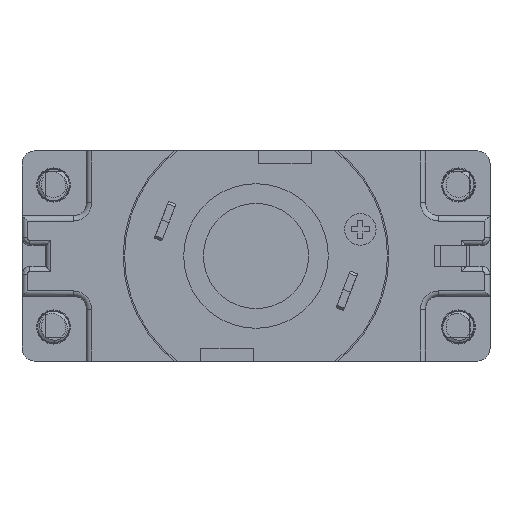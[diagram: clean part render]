
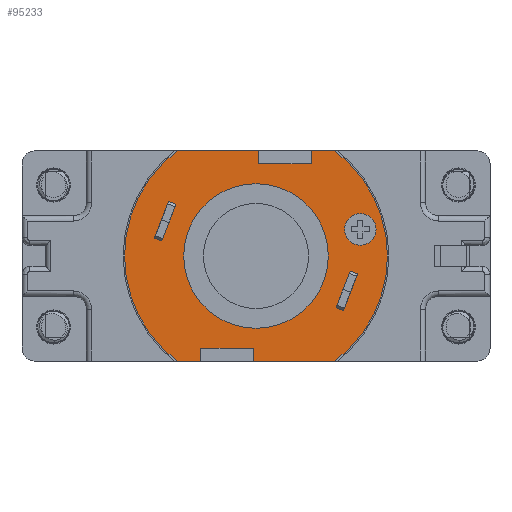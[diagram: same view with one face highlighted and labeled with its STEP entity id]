
A CAD part, front view. The second image highlights one B-rep face of the part: STEP entity #95233.
In plain terms, the highlighted planar face has unit normal (0, -1, 0).
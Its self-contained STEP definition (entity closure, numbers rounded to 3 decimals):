
#94018=DIRECTION('',(0.,0.,1.));
#94019=VECTOR('',#94018,0.5);
#94020=CARTESIAN_POINT('',(2.1,0.,3.5));
#94021=LINE('',#94020,#94019);
#94022=CARTESIAN_POINT('',(0.,0.,0.));
#94023=DIRECTION('',(0.,1.,0.));
#94024=DIRECTION('',(0.6,0.,0.8));
#94025=AXIS2_PLACEMENT_3D('',#94022,#94023,#94024);
#94027=CARTESIAN_POINT('',(0.,0.,0.));
#94028=DIRECTION('',(0.,1.,0.));
#94029=DIRECTION('',(1.,0.,0.));
#94030=AXIS2_PLACEMENT_3D('',#94027,#94028,#94029);
#94032=DIRECTION('',(0.,0.,-1.));
#94033=VECTOR('',#94032,0.5);
#94034=CARTESIAN_POINT('',(-2.1,0.,-3.5));
#94035=LINE('',#94034,#94033);
#94036=CARTESIAN_POINT('',(0.,0.,0.));
#94037=DIRECTION('',(0.,1.,0.));
#94038=DIRECTION('',(-0.6,0.,-0.8));
#94039=AXIS2_PLACEMENT_3D('',#94036,#94037,#94038);
#94041=CARTESIAN_POINT('',(0.,0.,0.));
#94042=DIRECTION('',(0.,1.,0.));
#94043=DIRECTION('',(-1.,0.,0.));
#94044=AXIS2_PLACEMENT_3D('',#94041,#94042,#94043);
#94046=DIRECTION('',(-0.358,0.,-0.934));
#94047=VECTOR('',#94046,1.212);
#94048=CARTESIAN_POINT('',(-3.377,0.,
1.945));
#94049=LINE('',#94048,#94047);
#94050=DIRECTION('',(0.934,0.,-0.358));
#94051=VECTOR('',#94050,0.3);
#94052=CARTESIAN_POINT('',(-3.811,0.,
0.814));
#94053=LINE('',#94052,#94051);
#94054=DIRECTION('',(0.358,0.,0.934));
#94055=VECTOR('',#94054,1.212);
#94056=CARTESIAN_POINT('',(-3.531,0.,
0.707));
#94057=LINE('',#94056,#94055);
#94058=DIRECTION('',(-0.934,0.,0.358));
#94059=VECTOR('',#94058,0.3);
#94060=CARTESIAN_POINT('',(-3.097,0.,
1.838));
#94061=LINE('',#94060,#94059);
#94062=DIRECTION('',(-0.358,0.,
-0.934));
#94063=VECTOR('',#94062,1.212);
#94064=CARTESIAN_POINT('',(3.531,0.,
-0.707));
#94065=LINE('',#94064,#94063);
#94066=DIRECTION('',(0.934,0.,-0.358));
#94067=VECTOR('',#94066,0.3);
#94068=CARTESIAN_POINT('',(3.097,0.,
-1.838));
#94069=LINE('',#94068,#94067);
#94070=DIRECTION('',(0.358,0.,0.934));
#94071=VECTOR('',#94070,1.212);
#94072=CARTESIAN_POINT('',(3.377,0.,
-1.945));
#94073=LINE('',#94072,#94071);
#94074=DIRECTION('',(-0.934,0.,0.358));
#94075=VECTOR('',#94074,0.3);
#94076=CARTESIAN_POINT('',(3.811,0.,
-0.814));
#94077=LINE('',#94076,#94075);
#94078=CARTESIAN_POINT('',(3.968,0.,1.013));
#94079=DIRECTION('',(0.,-1.,0.));
#94080=DIRECTION('',(1.,0.,0.));
#94081=AXIS2_PLACEMENT_3D('',#94078,#94079,#94080);
#94083=CARTESIAN_POINT('',(3.968,0.,1.013));
#94084=DIRECTION('',(0.,-1.,0.));
#94085=DIRECTION('',(-1.,0.,0.));
#94086=AXIS2_PLACEMENT_3D('',#94083,#94084,#94085);
#94088=CARTESIAN_POINT('',(0.,0.,0.));
#94089=DIRECTION('',(0.,-1.,0.));
#94090=DIRECTION('',(-1.,0.,0.));
#94091=AXIS2_PLACEMENT_3D('',#94088,#94089,#94090);
#94093=CARTESIAN_POINT('',(0.,0.,0.));
#94094=DIRECTION('',(0.,-1.,0.));
#94095=DIRECTION('',(1.,0.,0.));
#94096=AXIS2_PLACEMENT_3D('',#94093,#94094,#94095);
#94098=DIRECTION('',(0.,0.,1.));
#94099=VECTOR('',#94098,0.5);
#94100=CARTESIAN_POINT('',(0.1,0.,3.5));
#94101=LINE('',#94100,#94099);
#94106=DIRECTION('',(-1.,0.,0.));
#94107=VECTOR('',#94106,3.1);
#94108=CARTESIAN_POINT('',(0.1,0.,4.));
#94109=LINE('',#94108,#94107);
#94110=DIRECTION('',(-1.,0.,0.));
#94111=VECTOR('',#94110,0.9);
#94112=CARTESIAN_POINT('',(3.,0.,4.));
#94113=LINE('',#94112,#94111);
#94130=DIRECTION('',(1.,0.,0.));
#94131=VECTOR('',#94130,3.1);
#94132=CARTESIAN_POINT('',(-0.1,0.,-4.));
#94133=LINE('',#94132,#94131);
#94134=DIRECTION('',(1.,0.,0.));
#94135=VECTOR('',#94134,0.9);
#94136=CARTESIAN_POINT('',(-3.,0.,-4.));
#94137=LINE('',#94136,#94135);
#94362=DIRECTION('',(1.,0.,0.));
#94363=VECTOR('',#94362,2.);
#94364=CARTESIAN_POINT('',(-2.1,0.,-3.5));
#94365=LINE('',#94364,#94363);
#94370=DIRECTION('',(0.,0.,-1.));
#94371=VECTOR('',#94370,0.5);
#94372=CARTESIAN_POINT('',(-0.1,0.,-3.5));
#94373=LINE('',#94372,#94371);
#94398=DIRECTION('',(-1.,0.,0.));
#94399=VECTOR('',#94398,2.);
#94400=CARTESIAN_POINT('',(2.1,0.,3.5));
#94401=LINE('',#94400,#94399);
#94890=CARTESIAN_POINT('',(0.1,0.,3.5));
#94891=CARTESIAN_POINT('',(0.1,0.,4.));
#94892=VERTEX_POINT('',#94890);
#94893=VERTEX_POINT('',#94891);
#94894=CARTESIAN_POINT('',(2.1,0.,3.5));
#94895=VERTEX_POINT('',#94894);
#94896=CARTESIAN_POINT('',(2.1,0.,4.));
#94897=VERTEX_POINT('',#94896);
#94898=CARTESIAN_POINT('',(3.,0.,4.));
#94899=VERTEX_POINT('',#94898);
#94900=CARTESIAN_POINT('',(5.,0.,0.));
#94901=VERTEX_POINT('',#94900);
#94902=CARTESIAN_POINT('',(3.,0.,-4.));
#94903=VERTEX_POINT('',#94902);
#94904=CARTESIAN_POINT('',(-0.1,0.,-4.));
#94905=VERTEX_POINT('',#94904);
#94906=CARTESIAN_POINT('',(-0.1,0.,-3.5));
#94907=VERTEX_POINT('',#94906);
#94908=CARTESIAN_POINT('',(-2.1,0.,-3.5));
#94909=VERTEX_POINT('',#94908);
#94910=CARTESIAN_POINT('',(-2.1,0.,-4.));
#94911=VERTEX_POINT('',#94910);
#94912=CARTESIAN_POINT('',(-3.,0.,-4.));
#94913=VERTEX_POINT('',#94912);
#94914=CARTESIAN_POINT('',(-5.,0.,0.));
#94915=VERTEX_POINT('',#94914);
#94916=CARTESIAN_POINT('',(-3.,0.,4.));
#94917=VERTEX_POINT('',#94916);
#94918=CARTESIAN_POINT('',(-3.377,0.,
1.945));
#94919=CARTESIAN_POINT('',(-3.811,0.,
0.814));
#94920=VERTEX_POINT('',#94918);
#94921=VERTEX_POINT('',#94919);
#94922=CARTESIAN_POINT('',(-3.531,0.,
0.707));
#94923=VERTEX_POINT('',#94922);
#94924=CARTESIAN_POINT('',(-3.097,0.,
1.838));
#94925=VERTEX_POINT('',#94924);
#94926=CARTESIAN_POINT('',(3.531,0.,
-0.707));
#94927=CARTESIAN_POINT('',(3.097,0.,
-1.838));
#94928=VERTEX_POINT('',#94926);
#94929=VERTEX_POINT('',#94927);
#94930=CARTESIAN_POINT('',(3.377,0.,
-1.945));
#94931=VERTEX_POINT('',#94930);
#94932=CARTESIAN_POINT('',(3.811,0.,
-0.814));
#94933=VERTEX_POINT('',#94932);
#94934=CARTESIAN_POINT('',(4.568,0.,1.013));
#94935=CARTESIAN_POINT('',(3.368,0.,1.013));
#94936=VERTEX_POINT('',#94934);
#94937=VERTEX_POINT('',#94935);
#94938=CARTESIAN_POINT('',(-2.75,0.,0.));
#94939=CARTESIAN_POINT('',(2.75,0.,0.));
#94940=VERTEX_POINT('',#94938);
#94941=VERTEX_POINT('',#94939);
#95166=CARTESIAN_POINT('',(0.,0.,0.));
#95167=DIRECTION('',(0.,1.,0.));
#95168=DIRECTION('',(1.,0.,0.));
#95169=AXIS2_PLACEMENT_3D('',#95166,#95167,#95168);
#95170=PLANE('',#95169);
#95172=ORIENTED_EDGE('',*,*,#95171,.F.);
#95174=ORIENTED_EDGE('',*,*,#95173,.F.);
#95176=ORIENTED_EDGE('',*,*,#95175,.T.);
#95178=ORIENTED_EDGE('',*,*,#95177,.F.);
#95180=ORIENTED_EDGE('',*,*,#95179,.T.);
#95182=ORIENTED_EDGE('',*,*,#95181,.T.);
#95184=ORIENTED_EDGE('',*,*,#95183,.F.);
#95186=ORIENTED_EDGE('',*,*,#95185,.F.);
#95188=ORIENTED_EDGE('',*,*,#95187,.F.);
#95190=ORIENTED_EDGE('',*,*,#95189,.T.);
#95192=ORIENTED_EDGE('',*,*,#95191,.F.);
#95194=ORIENTED_EDGE('',*,*,#95193,.T.);
#95196=ORIENTED_EDGE('',*,*,#95195,.T.);
#95198=ORIENTED_EDGE('',*,*,#95197,.F.);
#95199=EDGE_LOOP('',(#95172,#95174,#95176,#95178,#95180,#95182,#95184,#95186,
#95188,#95190,#95192,#95194,#95196,#95198));
#95200=FACE_OUTER_BOUND('',#95199,.F.);
#95202=ORIENTED_EDGE('',*,*,#95201,.T.);
#95204=ORIENTED_EDGE('',*,*,#95203,.T.);
#95206=ORIENTED_EDGE('',*,*,#95205,.T.);
#95208=ORIENTED_EDGE('',*,*,#95207,.T.);
#95209=EDGE_LOOP('',(#95202,#95204,#95206,#95208));
#95210=FACE_BOUND('',#95209,.F.);
#95212=ORIENTED_EDGE('',*,*,#95211,.T.);
#95214=ORIENTED_EDGE('',*,*,#95213,.T.);
#95216=ORIENTED_EDGE('',*,*,#95215,.T.);
#95218=ORIENTED_EDGE('',*,*,#95217,.T.);
#95219=EDGE_LOOP('',(#95212,#95214,#95216,#95218));
#95220=FACE_BOUND('',#95219,.F.);
#95222=ORIENTED_EDGE('',*,*,#95221,.T.);
#95224=ORIENTED_EDGE('',*,*,#95223,.T.);
#95225=EDGE_LOOP('',(#95222,#95224));
#95226=FACE_BOUND('',#95225,.F.);
#95228=ORIENTED_EDGE('',*,*,#95227,.T.);
#95230=ORIENTED_EDGE('',*,*,#95229,.T.);
#95231=EDGE_LOOP('',(#95228,#95230));
#95232=FACE_BOUND('',#95231,.F.);
#95233=ADVANCED_FACE('',(#95200,#95210,#95220,#95226,#95232),#95170,.F.);
#94026=CIRCLE('',#94025,5.);
#94031=CIRCLE('',#94030,5.);
#94040=CIRCLE('',#94039,5.);
#94045=CIRCLE('',#94044,5.);
#94082=CIRCLE('',#94081,0.6);
#94087=CIRCLE('',#94086,0.6);
#94092=CIRCLE('',#94091,2.75);
#94097=CIRCLE('',#94096,2.75);
#95171=EDGE_CURVE('',#94892,#94893,#94101,.T.);
#95173=EDGE_CURVE('',#94895,#94892,#94401,.T.);
#95175=EDGE_CURVE('',#94895,#94897,#94021,.T.);
#95177=EDGE_CURVE('',#94899,#94897,#94113,.T.);
#95179=EDGE_CURVE('',#94899,#94901,#94026,.T.);
#95181=EDGE_CURVE('',#94901,#94903,#94031,.T.);
#95183=EDGE_CURVE('',#94905,#94903,#94133,.T.);
#95185=EDGE_CURVE('',#94907,#94905,#94373,.T.);
#95187=EDGE_CURVE('',#94909,#94907,#94365,.T.);
#95189=EDGE_CURVE('',#94909,#94911,#94035,.T.);
#95191=EDGE_CURVE('',#94913,#94911,#94137,.T.);
#95193=EDGE_CURVE('',#94913,#94915,#94040,.T.);
#95195=EDGE_CURVE('',#94915,#94917,#94045,.T.);
#95197=EDGE_CURVE('',#94893,#94917,#94109,.T.);
#95201=EDGE_CURVE('',#94920,#94921,#94049,.T.);
#95203=EDGE_CURVE('',#94921,#94923,#94053,.T.);
#95205=EDGE_CURVE('',#94923,#94925,#94057,.T.);
#95207=EDGE_CURVE('',#94925,#94920,#94061,.T.);
#95211=EDGE_CURVE('',#94928,#94929,#94065,.T.);
#95213=EDGE_CURVE('',#94929,#94931,#94069,.T.);
#95215=EDGE_CURVE('',#94931,#94933,#94073,.T.);
#95217=EDGE_CURVE('',#94933,#94928,#94077,.T.);
#95221=EDGE_CURVE('',#94936,#94937,#94082,.T.);
#95223=EDGE_CURVE('',#94937,#94936,#94087,.T.);
#95227=EDGE_CURVE('',#94940,#94941,#94092,.T.);
#95229=EDGE_CURVE('',#94941,#94940,#94097,.T.);
